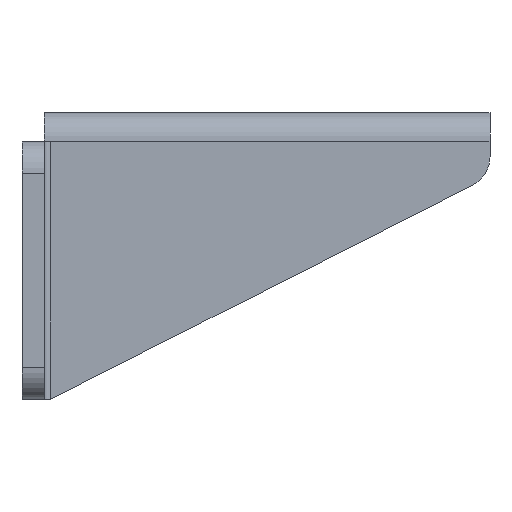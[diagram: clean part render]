
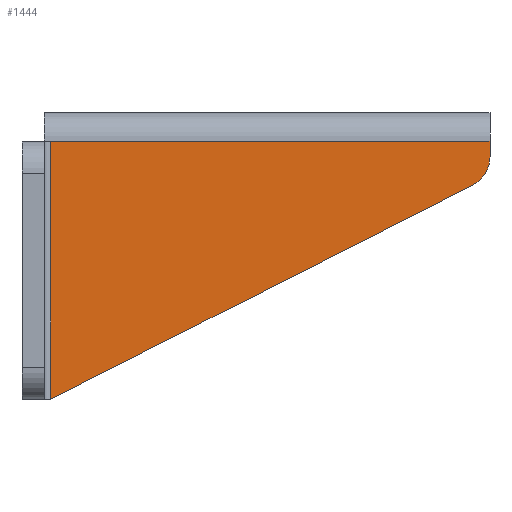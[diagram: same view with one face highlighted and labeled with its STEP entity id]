
A CAD part, front view. The second image highlights one B-rep face of the part: STEP entity #1444.
In plain terms, the highlighted planar face has unit normal (0, -1, 0).
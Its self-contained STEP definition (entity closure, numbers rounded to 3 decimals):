
#1444=ADVANCED_FACE('',(#2717),#2719,.T.);
#2717=FACE_BOUND('',#2718,.T.);
#2718=EDGE_LOOP('',(#3689,#3690,#3691,#3692,#3693));
#2719=PLANE('',#2720);
#2720=AXIS2_PLACEMENT_3D('',#2721,#2722,#2723);
#2721=CARTESIAN_POINT('',(0.,0.,-1.73));
#2722=DIRECTION('',(0.,-1.,0.));
#2723=DIRECTION('',(1.,0.,0.));
#3689=ORIENTED_EDGE('',*,*,#4192,.F.);
#3690=ORIENTED_EDGE('',*,*,#4193,.T.);
#3691=ORIENTED_EDGE('',*,*,#4174,.T.);
#3692=ORIENTED_EDGE('',*,*,#4194,.T.);
#3693=ORIENTED_EDGE('',*,*,#4195,.T.);
#4174=EDGE_CURVE('',#4899,#4897,#4900,.T.);
#4192=EDGE_CURVE('',#4925,#4926,#4927,.F.);
#4193=EDGE_CURVE('',#4925,#4899,#4928,.T.);
#4194=EDGE_CURVE('',#4897,#4929,#4930,.T.);
#4195=EDGE_CURVE('',#4929,#4926,#4931,.F.);
#4897=VERTEX_POINT('',#6585);
#4899=VERTEX_POINT('',#6589);
#4900=LINE('',#6590,#6591);
#4925=VERTEX_POINT('',#6656);
#4926=VERTEX_POINT('',#6657);
#4927=CIRCLE('',#6658,5.);
#4928=LINE('',#6662,#6663);
#4929=VERTEX_POINT('',#6665);
#4930=LINE('',#6666,#6667);
#4931=LINE('',#6669,#6670);
#6585=CARTESIAN_POINT('',(1.,0.,-1.));
#6589=CARTESIAN_POINT('',(70.,0.,-1.));
#6590=CARTESIAN_POINT('',(70.,0.,-1.));
#6591=VECTOR('',#6592,1.);
#6592=DIRECTION('',(-1.,0.,0.));
#6656=CARTESIAN_POINT('',(70.,0.,-3.43));
#6657=CARTESIAN_POINT('',(67.262,0.,-7.889));
#6658=AXIS2_PLACEMENT_3D('',#6659,#6660,#6661);
#6659=CARTESIAN_POINT('',(65.,0.,-3.43));
#6660=DIRECTION('',(0.,-1.,0.));
#6661=DIRECTION('',(0.452,0.,-0.892));
#6662=CARTESIAN_POINT('',(70.,0.,-3.43));
#6663=VECTOR('',#6664,1.);
#6664=DIRECTION('',(0.,0.,1.));
#6665=CARTESIAN_POINT('',(1.,0.,-41.5));
#6666=CARTESIAN_POINT('',(1.,0.,-1.));
#6667=VECTOR('',#6668,1.);
#6668=DIRECTION('',(0.,0.,-1.));
#6669=CARTESIAN_POINT('',(67.262,0.,-7.889));
#6670=VECTOR('',#6671,1.);
#6671=DIRECTION('',(-0.892,0.,-0.452));
